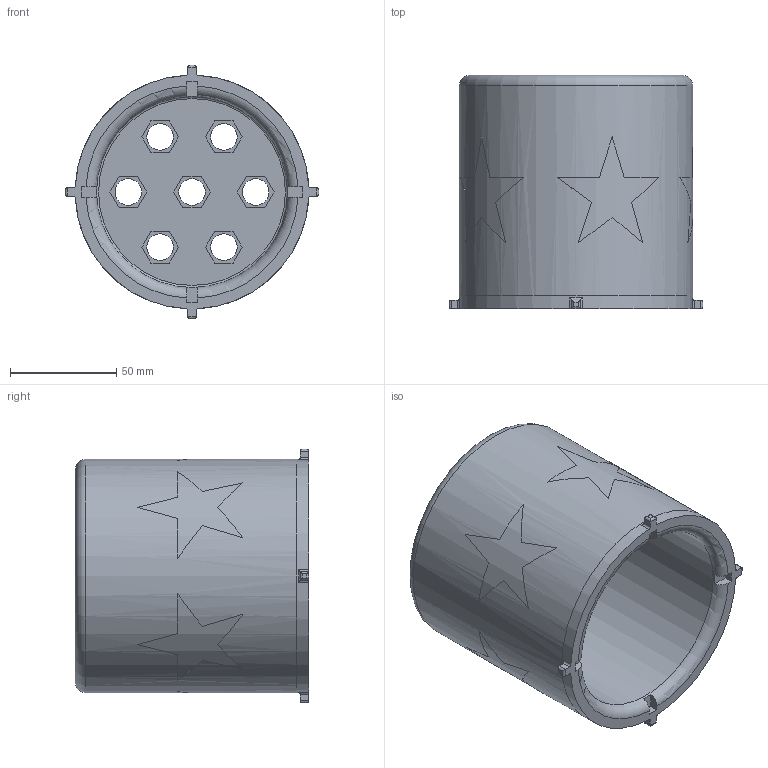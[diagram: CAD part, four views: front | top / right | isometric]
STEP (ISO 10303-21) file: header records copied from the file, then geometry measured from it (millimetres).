
FILE_DESCRIPTION(/* description */ (''),/* implementation_level */ '2;1');
FILE_NAME(/* name */ '',/* time_stamp */ '2025-11-06T01:49:40+03:00',/* author */ ('I9232'),/* organization */ (''),/* preprocessor_version */ 'ST-DEVELOPER v19.2',/* originating_system */ 'Autodesk Inventor 2023',/* authorisation */ '');
FILE_SCHEMA (('AUTOMOTIVE_DESIGN { 1 0 10303 214 3 1 1 }'));
Length unit declared in the file: millimetre
Products named in the file (1): Торт
Bounding box: 119.5 x 110 x 119.5 mm (x, y, z)
Volume: 389830.6 mm3; surface area: 120814.4 mm2
Topology: 1 solids, 2 shells, 201 faces, 521 edges, 342 vertices
Faces by surface type: plane 101, cylinder 46, bspline 40, torus 14
Full cylindrical faces by diameter (mm): 12.5 x7, 15 x7, 90 x1, 110 x2
Entity records: 6948 total; most frequent: CARTESIAN_POINT 2153, ORIENTED_EDGE 1040, DIRECTION 869, EDGE_CURVE 521, VERTEX_POINT 342, AXIS2_PLACEMENT_3D 290, LINE 289, VECTOR 289
